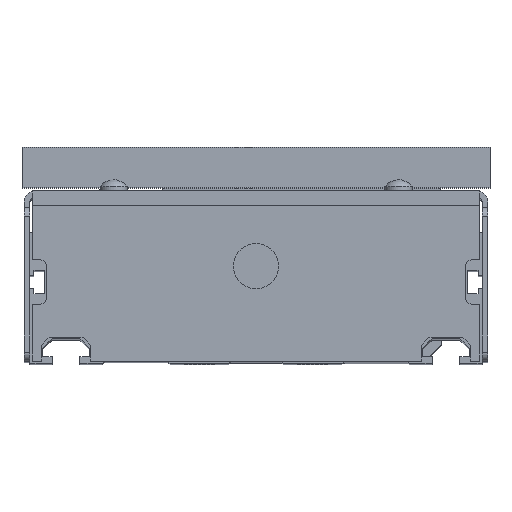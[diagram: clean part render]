
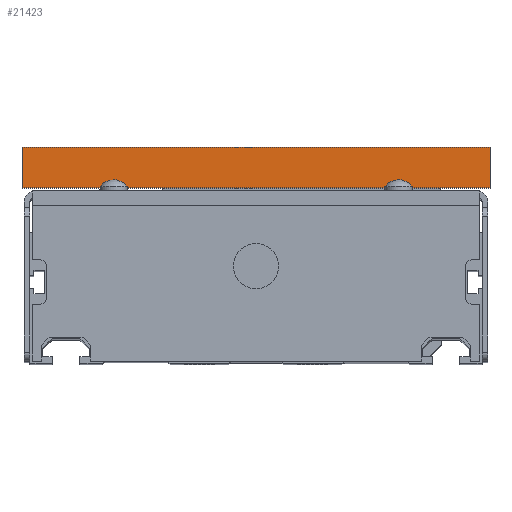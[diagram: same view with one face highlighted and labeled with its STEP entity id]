
A CAD part, top view. The second image highlights one B-rep face of the part: STEP entity #21423.
In plain terms, the highlighted planar face has unit normal (0, 0, 1).
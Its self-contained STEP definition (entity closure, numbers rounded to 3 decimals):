
#138 = DIRECTION ( 'NONE',  ( 1., 0., 0. ) ) ;
#509 = CARTESIAN_POINT ( 'NONE',  ( -51.75, 17.5, 90. ) ) ;
#1975 = EDGE_CURVE ( 'NONE', #4420, #23691, #10267, .T. ) ;
#1997 = ORIENTED_EDGE ( 'NONE', *, *, #9925, .T. ) ;
#2019 = CARTESIAN_POINT ( 'NONE',  ( -51.75, 17.5, 90. ) ) ;
#2751 = LINE ( 'NONE', #23106, #9750 ) ;
#2818 = EDGE_LOOP ( 'NONE', ( #10428, #9302, #1997, #9557 ) ) ;
#3780 = DIRECTION ( 'NONE',  ( 0., 0., 1. ) ) ;
#4420 = VERTEX_POINT ( 'NONE', #14831 ) ;
#4830 = DIRECTION ( 'NONE',  ( 0., 1., 0. ) ) ;
#4927 = VERTEX_POINT ( 'NONE', #509 ) ;
#5530 = DIRECTION ( 'NONE',  ( 1., 0., 0. ) ) ;
#6119 = DIRECTION ( 'NONE',  ( 0., 1., 0. ) ) ;
#6391 = VERTEX_POINT ( 'NONE', #8499 ) ;
#6733 = CARTESIAN_POINT ( 'NONE',  ( -51.75, 26.5, 90. ) ) ;
#8178 = VECTOR ( 'NONE', #5530, 1000. ) ;
#8499 = CARTESIAN_POINT ( 'NONE',  ( 51.75, 17.5, 90. ) ) ;
#9302 = ORIENTED_EDGE ( 'NONE', *, *, #11257, .F. ) ;
#9557 = ORIENTED_EDGE ( 'NONE', *, *, #9768, .T. ) ;
#9750 = VECTOR ( 'NONE', #4830, 1000. ) ;
#9768 = EDGE_CURVE ( 'NONE', #6391, #23691, #2751, .T. ) ;
#9925 = EDGE_CURVE ( 'NONE', #4927, #6391, #14719, .T. ) ;
#10267 = LINE ( 'NONE', #6733, #21670 ) ;
#10428 = ORIENTED_EDGE ( 'NONE', *, *, #1975, .F. ) ;
#11020 = AXIS2_PLACEMENT_3D ( 'NONE', #13107, #3780, #138 ) ;
#11223 = LINE ( 'NONE', #2019, #18611 ) ;
#11257 = EDGE_CURVE ( 'NONE', #4927, #4420, #11223, .T. ) ;
#12410 = CARTESIAN_POINT ( 'NONE',  ( 51.75, 26.5, 90. ) ) ;
#13107 = CARTESIAN_POINT ( 'NONE',  ( -51.75, 17.5, 90. ) ) ;
#14719 = LINE ( 'NONE', #22106, #8178 ) ;
#14831 = CARTESIAN_POINT ( 'NONE',  ( -51.75, 26.5, 90. ) ) ;
#16046 = DIRECTION ( 'NONE',  ( 1., 0., 0. ) ) ;
#18611 = VECTOR ( 'NONE', #6119, 1000. ) ;
#20119 = PLANE ( 'NONE',  #11020 ) ;
#21423 = ADVANCED_FACE ( 'NONE', ( #22296 ), #20119, .T. ) ;
#21670 = VECTOR ( 'NONE', #16046, 1000. ) ;
#22106 = CARTESIAN_POINT ( 'NONE',  ( -51.75, 17.5, 90. ) ) ;
#22296 = FACE_OUTER_BOUND ( 'NONE', #2818, .T. ) ;
#23106 = CARTESIAN_POINT ( 'NONE',  ( 51.75, 17.5, 90. ) ) ;
#23691 = VERTEX_POINT ( 'NONE', #12410 ) ;
